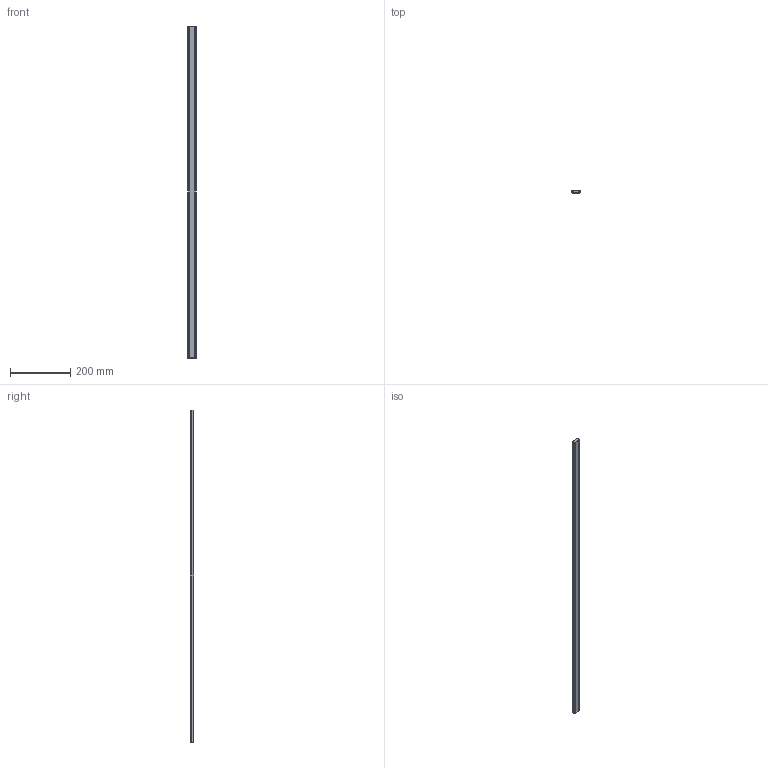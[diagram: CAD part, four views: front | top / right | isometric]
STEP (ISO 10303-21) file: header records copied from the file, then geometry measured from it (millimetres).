
FILE_DESCRIPTION (( 'STEP AP214' ), '1' );
FILE_NAME ('Medium U Flat.STEP', '2023-01-19T09:22:34', ( '' ), ( '' ), 'SwSTEP 2.0', 'SolidWorks 2023', '' );
FILE_SCHEMA (( 'AUTOMOTIVE_DESIGN' ));
Length unit declared in the file: millimetre
Products named in the file (3): Medium U Flat; Endcap_Profile_Medium_U_Flat_V04_3D-Druck_27.06.2022
Assembly tree (3 placements, depth 2):
  Medium U Flat
    Medium U Flat
    Endcap_Profile_Medium_U_Flat_V04_3D-Druck_27.06.2022  x2
Bounding box: 27 x 10.2 x 1104 mm (x, y, z)
Volume: 246325.6 mm3; surface area: 95123.3 mm2
Topology: 3 solids, 3 shells, 156 faces, 400 edges, 246 vertices
Faces by surface type: plane 72, cylinder 72, sphere 8, torus 4
Entity records: 3061 total; most frequent: CARTESIAN_POINT 572, DIRECTION 517, ORIENTED_EDGE 500, EDGE_CURVE 250, AXIS2_PLACEMENT_3D 180, VERTEX_POINT 159, LINE 157, VECTOR 157
